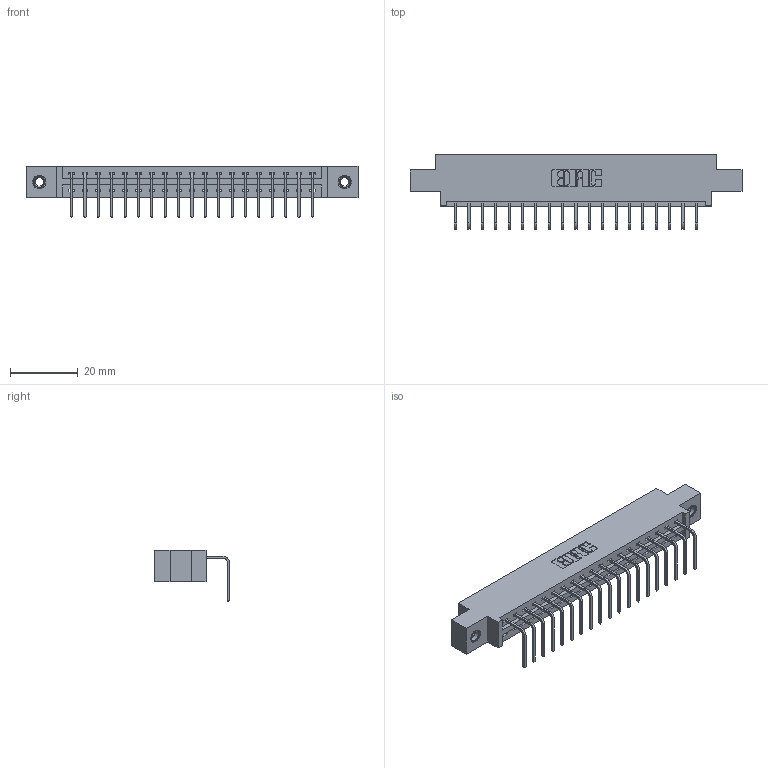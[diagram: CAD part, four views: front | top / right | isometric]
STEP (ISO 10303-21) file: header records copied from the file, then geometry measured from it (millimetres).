
FILE_DESCRIPTION (( 'STEP AP203' ), '1' );
FILE_NAME ('387-019-558-607.STEP', '2018-09-13T05:54:13', ( '' ), ( '' ), 'SwSTEP 2.0', 'SolidWorks 2016', '' );
FILE_SCHEMA (( 'CONFIG_CONTROL_DESIGN' ));
Length unit declared in the file: inch
Products named in the file (4): 337 Part_0.170 Offset - 0.156 Dia-TI; 345-292-001_558 Tail - 2; 345-250-001_345-250-005-103; 387-019-558-607
Assembly tree (22 placements, depth 2):
  387-019-558-607
    337 Part_0.170 Offset - 0.156 Dia-TI
    345-292-001_558 Tail - 2  x19
    345-250-001_345-250-005-103  x2
Bounding box: 98.3 x 22.17 x 15.37 mm (x, y, z)
Volume: 9860.9 mm3; surface area: 10588.5 mm2
Topology: 22 solids, 22 shells, 1394 faces, 4145 edges, 2730 vertices
Faces by surface type: plane 1018, cylinder 360, cone 12, torus 4
Entity records: 18500 total; most frequent: CARTESIAN_POINT 3202, ORIENTED_EDGE 3150, DIRECTION 2775, EDGE_CURVE 1575, LINE 1427, VECTOR 1427, VERTEX_POINT 1044, AXIS2_PLACEMENT_3D 674
